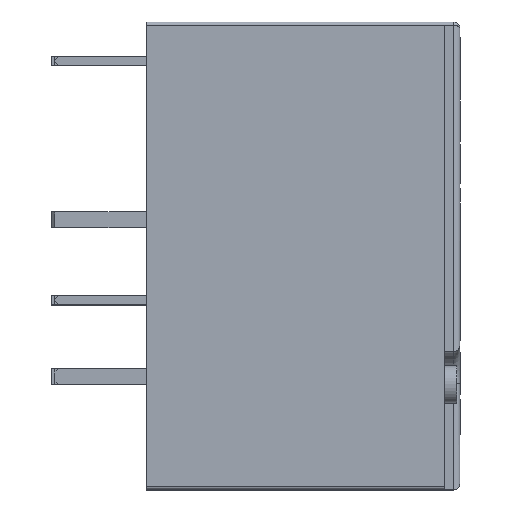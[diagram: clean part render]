
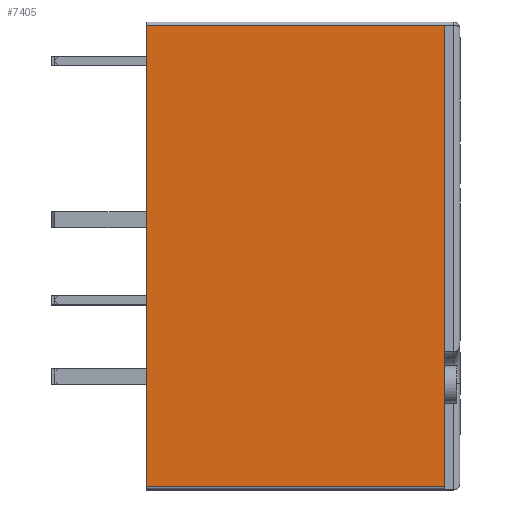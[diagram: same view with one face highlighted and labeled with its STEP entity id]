
A CAD part, top view. The second image highlights one B-rep face of the part: STEP entity #7405.
In plain terms, the highlighted planar face has unit normal (0, 0, 1).
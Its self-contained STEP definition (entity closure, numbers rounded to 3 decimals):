
#371=PLANE('',#8091);
#806=FACE_OUTER_BOUND('',#1240,.T.);
#1240=EDGE_LOOP('',(#5301,#5302,#5303,#5304,#5305));
#1687=LINE('',#10275,#2582);
#1688=LINE('',#10279,#2583);
#1692=LINE('',#10312,#2587);
#1694=LINE('',#10316,#2589);
#1695=LINE('',#10317,#2590);
#2582=VECTOR('',#8527,1.);
#2583=VECTOR('',#8532,10.);
#2587=VECTOR('',#8546,1.);
#2589=VECTOR('',#8550,10.);
#2590=VECTOR('',#8551,1.);
#3494=VERTEX_POINT('',#10272);
#3495=VERTEX_POINT('',#10274);
#3496=VERTEX_POINT('',#10278);
#3500=VERTEX_POINT('',#10311);
#3501=VERTEX_POINT('',#10315);
#4198=EDGE_CURVE('',#3494,#3495,#1687,.T.);
#4200=EDGE_CURVE('',#3495,#3496,#1688,.T.);
#4207=EDGE_CURVE('',#3500,#3496,#1692,.T.);
#4209=EDGE_CURVE('',#3501,#3494,#1694,.T.);
#4210=EDGE_CURVE('',#3501,#3500,#1695,.T.);
#5301=ORIENTED_EDGE('',*,*,#4200,.F.);
#5302=ORIENTED_EDGE('',*,*,#4198,.F.);
#5303=ORIENTED_EDGE('',*,*,#4209,.F.);
#5304=ORIENTED_EDGE('',*,*,#4210,.T.);
#5305=ORIENTED_EDGE('',*,*,#4207,.T.);
#7405=ADVANCED_FACE('',(#806),#371,.T.);
#8091=AXIS2_PLACEMENT_3D('',#10314,#8548,#8549);
#8527=DIRECTION('',(0.,1.,0.));
#8532=DIRECTION('',(1.,0.,0.));
#8546=DIRECTION('',(0.,1.,0.));
#8548=DIRECTION('center_axis',(0.,0.,1.));
#8549=DIRECTION('ref_axis',(1.,0.,0.));
#8550=DIRECTION('',(-1.,0.,0.));
#8551=DIRECTION('',(0.,1.,0.));
#10272=CARTESIAN_POINT('',(3.,-3.25,6.45));
#10274=CARTESIAN_POINT('',(3.,11.45,6.45));
#10275=CARTESIAN_POINT('',(3.,-0.95,6.45));
#10278=CARTESIAN_POINT('',(12.5,11.45,6.45));
#10279=CARTESIAN_POINT('',(7.75,11.45,6.45));
#10311=CARTESIAN_POINT('',(12.5,1.05,6.45));
#10312=CARTESIAN_POINT('',(12.5,-0.95,6.45));
#10314=CARTESIAN_POINT('Origin',(3.,-0.95,6.45));
#10315=CARTESIAN_POINT('',(12.5,-3.25,6.45));
#10316=CARTESIAN_POINT('',(3.,-3.25,6.45));
#10317=CARTESIAN_POINT('',(12.5,-0.95,6.45));
